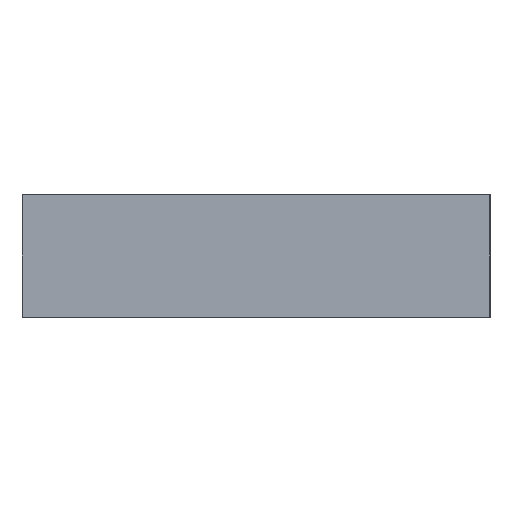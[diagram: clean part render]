
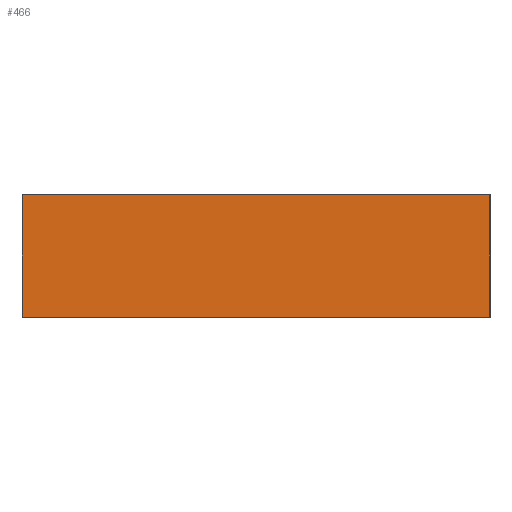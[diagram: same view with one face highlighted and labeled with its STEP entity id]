
A CAD part, left-side view. The second image highlights one B-rep face of the part: STEP entity #466.
In plain terms, the highlighted planar face has unit normal (-1, 0, 0).
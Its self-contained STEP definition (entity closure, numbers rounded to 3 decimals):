
#46=PLANE('',#523);
#67=FACE_OUTER_BOUND('',#101,.T.);
#101=EDGE_LOOP('',(#416,#417,#418,#419));
#137=LINE('',#1909,#173);
#140=LINE('',#1914,#176);
#141=LINE('',#1917,#177);
#142=LINE('',#1918,#178);
#173=VECTOR('',#635,10.);
#176=VECTOR('',#640,10.);
#177=VECTOR('',#643,10.);
#178=VECTOR('',#644,10.);
#244=VERTEX_POINT('',#1906);
#245=VERTEX_POINT('',#1908);
#246=VERTEX_POINT('',#1912);
#247=VERTEX_POINT('',#1916);
#305=EDGE_CURVE('',#245,#244,#137,.T.);
#308=EDGE_CURVE('',#245,#246,#140,.T.);
#309=EDGE_CURVE('',#247,#244,#141,.T.);
#310=EDGE_CURVE('',#246,#247,#142,.T.);
#416=ORIENTED_EDGE('',*,*,#309,.F.);
#417=ORIENTED_EDGE('',*,*,#310,.F.);
#418=ORIENTED_EDGE('',*,*,#308,.F.);
#419=ORIENTED_EDGE('',*,*,#305,.T.);
#466=ADVANCED_FACE('',(#67),#46,.T.);
#523=AXIS2_PLACEMENT_3D('',#1915,#641,#642);
#635=DIRECTION('',(0.,0.,1.));
#640=DIRECTION('',(0.,1.,0.));
#641=DIRECTION('center_axis',(-1.,0.,0.));
#642=DIRECTION('ref_axis',(0.,-1.,0.));
#643=DIRECTION('',(0.,-1.,0.));
#644=DIRECTION('',(0.,0.,1.));
#1906=CARTESIAN_POINT('',(-50.1,-22.875,12.));
#1908=CARTESIAN_POINT('',(-50.1,-22.875,0.));
#1909=CARTESIAN_POINT('',(-50.1,-22.875,0.));
#1912=CARTESIAN_POINT('',(-50.1,22.875,0.));
#1914=CARTESIAN_POINT('',(-50.1,-22.875,0.));
#1915=CARTESIAN_POINT('Origin',(-50.1,22.875,0.));
#1916=CARTESIAN_POINT('',(-50.1,22.875,12.));
#1917=CARTESIAN_POINT('',(-50.1,-22.875,12.));
#1918=CARTESIAN_POINT('',(-50.1,22.875,0.));
